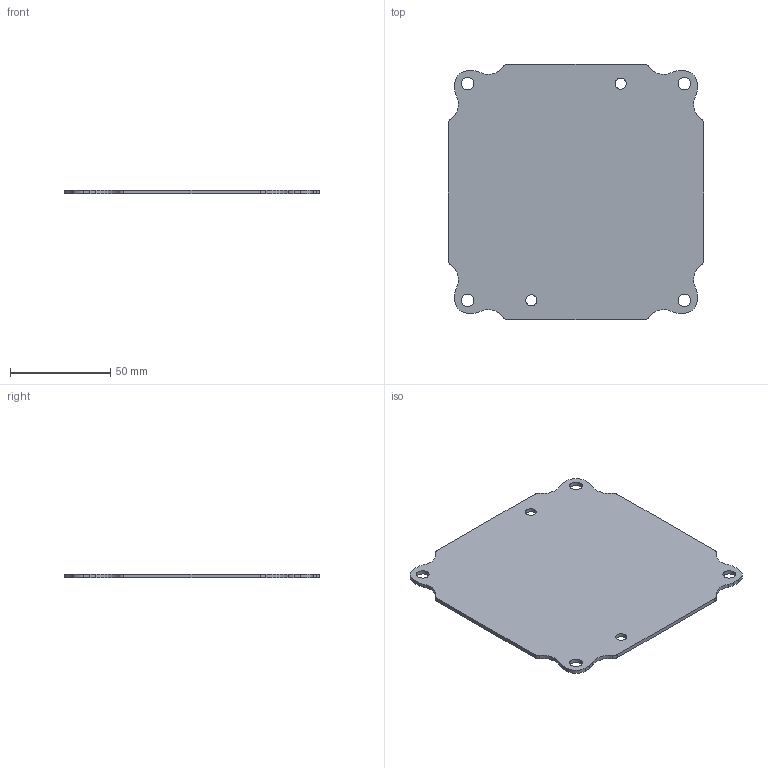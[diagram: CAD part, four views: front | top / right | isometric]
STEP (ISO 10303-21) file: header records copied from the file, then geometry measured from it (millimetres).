
FILE_DESCRIPTION (( 'STEP AP203' ), '1' );
FILE_NAME ('SCE-6P6GALV.step', '2021-01-08T15:43:54', ( 'ADC123' ), ( 'Microsoft' ), 'SwSTEP 2.0', 'SolidWorks 2019', '' );
FILE_SCHEMA (( 'CONFIG_CONTROL_DESIGN' ));
Length unit declared in the file: inch
Products named in the file (1): SCE-6P6GALV
Bounding box: 127 x 127 x 1.91 mm (x, y, z)
Volume: 28918 mm3; surface area: 31505.7 mm2
Topology: 1 solids, 1 shells, 48 faces, 138 edges, 92 vertices
Faces by surface type: cylinder 34, plane 14
Full cylindrical faces by diameter (mm): 5.537 x2, 6.35 x4
Entity records: 1683 total; most frequent: DIRECTION 298, CARTESIAN_POINT 273, ORIENTED_EDGE 264, EDGE_CURVE 132, AXIS2_PLACEMENT_3D 117, VERTEX_POINT 92, CIRCLE 68, EDGE_LOOP 66
